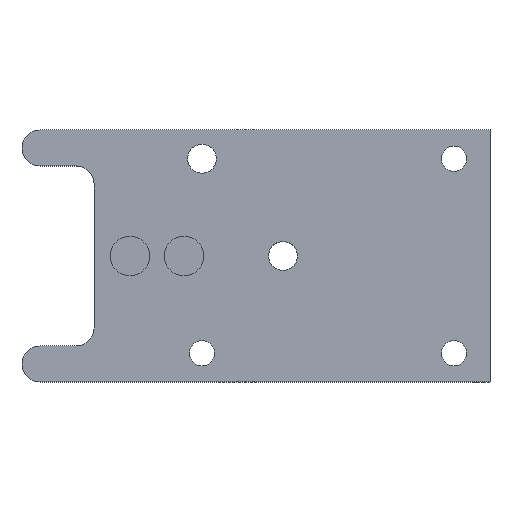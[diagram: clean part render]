
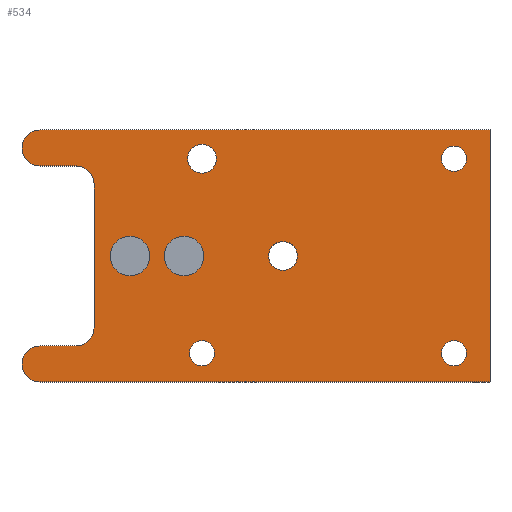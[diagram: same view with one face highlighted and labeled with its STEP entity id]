
A CAD part, top view. The second image highlights one B-rep face of the part: STEP entity #534.
In plain terms, the highlighted planar face has unit normal (0, 0, 1).
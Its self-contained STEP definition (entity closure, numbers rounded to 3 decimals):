
#24=FACE_BOUND('',#112,.T.);
#25=FACE_BOUND('',#113,.T.);
#26=FACE_BOUND('',#114,.T.);
#27=FACE_BOUND('',#115,.T.);
#28=FACE_BOUND('',#116,.T.);
#29=FACE_BOUND('',#117,.T.);
#30=FACE_BOUND('',#118,.T.);
#44=PLANE('',#612);
#74=FACE_OUTER_BOUND('',#111,.T.);
#111=EDGE_LOOP('',(#472,#473,#474,#475,#476,#477,#478,#479,#480,#481));
#112=EDGE_LOOP('',(#482));
#113=EDGE_LOOP('',(#483));
#114=EDGE_LOOP('',(#484));
#115=EDGE_LOOP('',(#485));
#116=EDGE_LOOP('',(#486));
#117=EDGE_LOOP('',(#487));
#118=EDGE_LOOP('',(#488));
#130=LINE('',#868,#166);
#139=LINE('',#904,#175);
#142=LINE('',#909,#178);
#146=LINE('',#916,#182);
#149=LINE('',#924,#185);
#150=LINE('',#929,#186);
#166=VECTOR('',#688,10.);
#175=VECTOR('',#725,10.);
#178=VECTOR('',#730,10.);
#182=VECTOR('',#736,10.);
#185=VECTOR('',#745,10.);
#186=VECTOR('',#752,10.);
#194=CIRCLE('',#555,2.);
#209=CIRCLE('',#578,2.);
#215=CIRCLE('',#588,2.75);
#217=CIRCLE('',#592,2.75);
#218=CIRCLE('',#597,2.5);
#219=CIRCLE('',#600,2.5);
#220=CIRCLE('',#603,2.5);
#221=CIRCLE('',#605,2.5);
#222=CIRCLE('',#607,1.75);
#223=CIRCLE('',#609,1.75);
#224=CIRCLE('',#611,1.75);
#228=VERTEX_POINT('',#790);
#247=VERTEX_POINT('',#860);
#248=VERTEX_POINT('',#864);
#250=VERTEX_POINT('',#867);
#259=VERTEX_POINT('',#891);
#261=VERTEX_POINT('',#898);
#262=VERTEX_POINT('',#902);
#263=VERTEX_POINT('',#903);
#264=VERTEX_POINT('',#908);
#265=VERTEX_POINT('',#912);
#266=VERTEX_POINT('',#914);
#267=VERTEX_POINT('',#918);
#268=VERTEX_POINT('',#922);
#269=VERTEX_POINT('',#928);
#270=VERTEX_POINT('',#936);
#271=VERTEX_POINT('',#940);
#272=VERTEX_POINT('',#944);
#277=EDGE_CURVE('',#228,#228,#194,.T.);
#303=EDGE_CURVE('',#247,#247,#209,.T.);
#305=EDGE_CURVE('',#248,#250,#130,.T.);
#317=EDGE_CURVE('',#259,#259,#215,.T.);
#320=EDGE_CURVE('',#261,#261,#217,.T.);
#322=EDGE_CURVE('',#262,#263,#139,.T.);
#325=EDGE_CURVE('',#264,#262,#142,.T.);
#329=EDGE_CURVE('',#266,#265,#146,.T.);
#330=EDGE_CURVE('',#267,#266,#218,.T.);
#333=EDGE_CURVE('',#268,#267,#149,.T.);
#334=EDGE_CURVE('',#250,#268,#219,.T.);
#335=EDGE_CURVE('',#269,#264,#150,.T.);
#337=EDGE_CURVE('',#269,#248,#220,.T.);
#338=EDGE_CURVE('',#265,#263,#221,.T.);
#340=EDGE_CURVE('',#270,#270,#222,.T.);
#342=EDGE_CURVE('',#271,#271,#223,.T.);
#344=EDGE_CURVE('',#272,#272,#224,.T.);
#472=ORIENTED_EDGE('',*,*,#322,.T.);
#473=ORIENTED_EDGE('',*,*,#338,.F.);
#474=ORIENTED_EDGE('',*,*,#329,.F.);
#475=ORIENTED_EDGE('',*,*,#330,.F.);
#476=ORIENTED_EDGE('',*,*,#333,.F.);
#477=ORIENTED_EDGE('',*,*,#334,.F.);
#478=ORIENTED_EDGE('',*,*,#305,.F.);
#479=ORIENTED_EDGE('',*,*,#337,.F.);
#480=ORIENTED_EDGE('',*,*,#335,.T.);
#481=ORIENTED_EDGE('',*,*,#325,.T.);
#482=ORIENTED_EDGE('',*,*,#277,.T.);
#483=ORIENTED_EDGE('',*,*,#303,.T.);
#484=ORIENTED_EDGE('',*,*,#342,.T.);
#485=ORIENTED_EDGE('',*,*,#320,.T.);
#486=ORIENTED_EDGE('',*,*,#317,.T.);
#487=ORIENTED_EDGE('',*,*,#344,.T.);
#488=ORIENTED_EDGE('',*,*,#340,.T.);
#534=ADVANCED_FACE('',(#74,#24,#25,#26,#27,#28,#29,#30),#44,.T.);
#555=AXIS2_PLACEMENT_3D('',#791,#628,#629);
#578=AXIS2_PLACEMENT_3D('',#862,#683,#684);
#588=AXIS2_PLACEMENT_3D('',#892,#711,#712);
#592=AXIS2_PLACEMENT_3D('',#899,#720,#721);
#597=AXIS2_PLACEMENT_3D('',#919,#739,#740);
#600=AXIS2_PLACEMENT_3D('',#926,#748,#749);
#603=AXIS2_PLACEMENT_3D('',#932,#756,#757);
#605=AXIS2_PLACEMENT_3D('',#934,#760,#761);
#607=AXIS2_PLACEMENT_3D('',#938,#765,#766);
#609=AXIS2_PLACEMENT_3D('',#942,#770,#771);
#611=AXIS2_PLACEMENT_3D('',#946,#775,#776);
#612=AXIS2_PLACEMENT_3D('',#947,#777,#778);
#628=DIRECTION('center_axis',(0.,0.,-1.));
#629=DIRECTION('ref_axis',(-1.,0.,0.));
#683=DIRECTION('center_axis',(0.,0.,-1.));
#684=DIRECTION('ref_axis',(1.,0.,0.));
#688=DIRECTION('',(1.,0.,0.));
#711=DIRECTION('center_axis',(0.,0.,-1.));
#712=DIRECTION('ref_axis',(1.,0.,0.));
#720=DIRECTION('center_axis',(0.,0.,-1.));
#721=DIRECTION('ref_axis',(1.,0.,0.));
#725=DIRECTION('',(-1.,0.,0.));
#730=DIRECTION('',(0.,1.,0.));
#736=DIRECTION('',(-1.,0.,0.));
#739=DIRECTION('center_axis',(0.,0.,1.));
#740=DIRECTION('ref_axis',(0.707,0.707,0.));
#745=DIRECTION('',(0.,1.,0.));
#748=DIRECTION('center_axis',(0.,0.,1.));
#749=DIRECTION('ref_axis',(0.707,-0.707,0.));
#752=DIRECTION('',(1.,0.,0.));
#756=DIRECTION('center_axis',(0.,0.,-1.));
#757=DIRECTION('ref_axis',(-0.707,0.707,0.));
#760=DIRECTION('center_axis',(0.,0.,-1.));
#761=DIRECTION('ref_axis',(-0.707,0.707,0.));
#765=DIRECTION('center_axis',(0.,0.,-1.));
#766=DIRECTION('ref_axis',(1.,0.,0.));
#770=DIRECTION('center_axis',(0.,0.,-1.));
#771=DIRECTION('ref_axis',(1.,0.,0.));
#775=DIRECTION('center_axis',(0.,0.,-1.));
#776=DIRECTION('ref_axis',(1.,0.,0.));
#777=DIRECTION('center_axis',(0.,0.,1.));
#778=DIRECTION('ref_axis',(1.,0.,0.));
#790=CARTESIAN_POINT('',(-14.59,18.722,-51.));
#791=CARTESIAN_POINT('Origin',(-16.59,18.722,-51.));
#860=CARTESIAN_POINT('',(-7.34,5.222,-51.));
#862=CARTESIAN_POINT('Origin',(-5.34,5.222,-51.));
#864=CARTESIAN_POINT('',(-39.09,-7.278,-51.));
#867=CARTESIAN_POINT('',(-34.09,-7.278,-51.));
#868=CARTESIAN_POINT('',(-41.59,-7.278,-51.));
#891=CARTESIAN_POINT('',(-29.34,5.222,-51.));
#892=CARTESIAN_POINT('Origin',(-26.59,5.222,-51.));
#898=CARTESIAN_POINT('',(-21.84,5.222,-51.));
#899=CARTESIAN_POINT('Origin',(-19.09,5.222,-51.));
#902=CARTESIAN_POINT('',(23.41,22.722,-51.));
#903=CARTESIAN_POINT('',(-39.09,22.722,-51.));
#904=CARTESIAN_POINT('',(7.16,22.722,-51.));
#908=CARTESIAN_POINT('',(23.41,-12.278,-51.));
#909=CARTESIAN_POINT('',(23.41,-3.528,-51.));
#912=CARTESIAN_POINT('',(-39.09,17.722,-51.));
#914=CARTESIAN_POINT('',(-34.09,17.722,-51.));
#916=CARTESIAN_POINT('',(-31.59,17.722,-51.));
#918=CARTESIAN_POINT('',(-31.59,15.222,-51.));
#919=CARTESIAN_POINT('Origin',(-34.09,15.222,-51.));
#922=CARTESIAN_POINT('',(-31.59,-4.778,-51.));
#924=CARTESIAN_POINT('',(-31.59,-7.278,-51.));
#926=CARTESIAN_POINT('Origin',(-34.09,-4.778,-51.));
#928=CARTESIAN_POINT('',(-39.09,-12.278,-51.));
#929=CARTESIAN_POINT('',(-25.34,-12.278,-51.));
#932=CARTESIAN_POINT('Origin',(-39.09,-9.778,-51.));
#934=CARTESIAN_POINT('Origin',(-39.09,20.222,-51.));
#936=CARTESIAN_POINT('',(16.66,-8.278,-51.));
#938=CARTESIAN_POINT('Origin',(18.41,-8.278,-51.));
#940=CARTESIAN_POINT('',(-18.34,-8.278,-51.));
#942=CARTESIAN_POINT('Origin',(-16.59,-8.278,-51.));
#944=CARTESIAN_POINT('',(16.66,18.722,-51.));
#946=CARTESIAN_POINT('Origin',(18.41,18.722,-51.));
#947=CARTESIAN_POINT('Origin',(-9.09,5.222,-51.));
